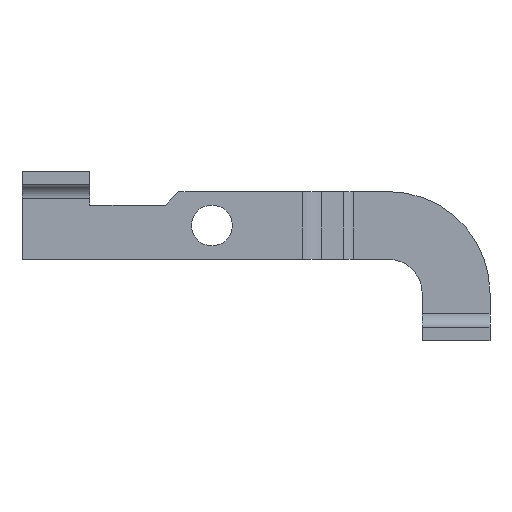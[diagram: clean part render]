
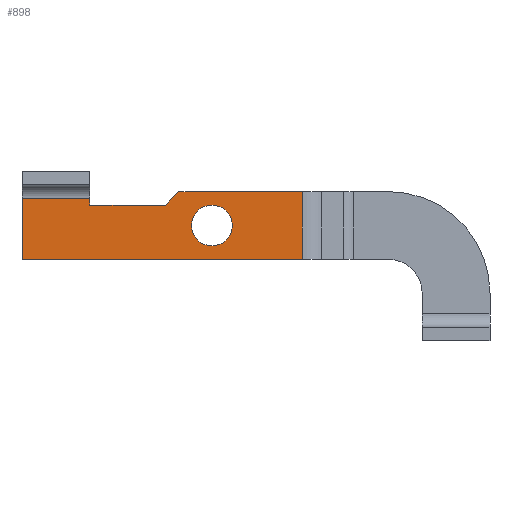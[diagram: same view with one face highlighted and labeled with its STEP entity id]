
A CAD part, left-side view. The second image highlights one B-rep face of the part: STEP entity #898.
In plain terms, the highlighted planar face has unit normal (-1, 0, 0).
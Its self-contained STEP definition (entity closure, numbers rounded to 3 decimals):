
#3 = CARTESIAN_POINT ( 'NONE',  ( -1., -4.343, -5. ) ) ;
#6 = EDGE_CURVE ( 'NONE', #1011, #418, #275, .T. ) ;
#22 = EDGE_CURVE ( 'NONE', #1037, #144, #746, .T. ) ;
#26 = DIRECTION ( 'NONE',  ( 0., 0., -1. ) ) ;
#36 = ORIENTED_EDGE ( 'NONE', *, *, #902, .T. ) ;
#62 = CIRCLE ( 'NONE', #552, 3. ) ;
#65 = LINE ( 'NONE', #1040, #117 ) ;
#68 = VERTEX_POINT ( 'NONE', #596 ) ;
#73 = DIRECTION ( 'NONE',  ( 0., 0., 1. ) ) ;
#95 = EDGE_CURVE ( 'NONE', #68, #1011, #699, .T. ) ;
#104 = CARTESIAN_POINT ( 'NONE',  ( -1., 15.856, 3. ) ) ;
#116 = VECTOR ( 'NONE', #254, 1000. ) ;
#117 = VECTOR ( 'NONE', #73, 1000. ) ;
#139 = DIRECTION ( 'NONE',  ( 0., 0., -1. ) ) ;
#144 = VERTEX_POINT ( 'NONE', #1072 ) ;
#146 = FACE_BOUND ( 'NONE', #262, .T. ) ;
#152 = CARTESIAN_POINT ( 'NONE',  ( -1., 27., 4. ) ) ;
#173 = EDGE_CURVE ( 'NONE', #959, #68, #1085, .T. ) ;
#177 = AXIS2_PLACEMENT_3D ( 'NONE', #916, #554, #218 ) ;
#218 = DIRECTION ( 'NONE',  ( 0., 0., -1. ) ) ;
#238 = VECTOR ( 'NONE', #610, 1000. ) ;
#254 = DIRECTION ( 'NONE',  ( 0., 0., 1. ) ) ;
#262 = EDGE_LOOP ( 'NONE', ( #36, #1047 ) ) ;
#266 = EDGE_CURVE ( 'NONE', #831, #1037, #476, .T. ) ;
#267 = ORIENTED_EDGE ( 'NONE', *, *, #6, .T. ) ;
#275 = LINE ( 'NONE', #1023, #238 ) ;
#340 = CARTESIAN_POINT ( 'NONE',  ( -1., 27., 3. ) ) ;
#358 = DIRECTION ( 'NONE',  ( 0., -0.707, 0.707 ) ) ;
#366 = CARTESIAN_POINT ( 'NONE',  ( -1., 15.856, 3. ) ) ;
#393 = CARTESIAN_POINT ( 'NONE',  ( -1., 9., 3. ) ) ;
#415 = EDGE_CURVE ( 'NONE', #1077, #1133, #62, .T. ) ;
#418 = VERTEX_POINT ( 'NONE', #3 ) ;
#434 = EDGE_CURVE ( 'NONE', #567, #831, #603, .T. ) ;
#441 = ORIENTED_EDGE ( 'NONE', *, *, #434, .F. ) ;
#453 = VECTOR ( 'NONE', #668, 1000. ) ;
#455 = AXIS2_PLACEMENT_3D ( 'NONE', #1017, #954, #139 ) ;
#462 = CARTESIAN_POINT ( 'NONE',  ( -1., 37., 5. ) ) ;
#476 = LINE ( 'NONE', #104, #1096 ) ;
#480 = CARTESIAN_POINT ( 'NONE',  ( -1., 27., 5. ) ) ;
#503 = FACE_OUTER_BOUND ( 'NONE', #1140, .T. ) ;
#507 = CARTESIAN_POINT ( 'NONE',  ( -1., 37., -5. ) ) ;
#509 = CARTESIAN_POINT ( 'NONE',  ( -1., 9., -3. ) ) ;
#510 = PLANE ( 'NONE',  #455 ) ;
#537 = VECTOR ( 'NONE', #964, 1000. ) ;
#552 = AXIS2_PLACEMENT_3D ( 'NONE', #711, #766, #26 ) ;
#554 = DIRECTION ( 'NONE',  ( 1., 0., 0. ) ) ;
#559 = DIRECTION ( 'NONE',  ( 0., -1., 0. ) ) ;
#567 = VERTEX_POINT ( 'NONE', #340 ) ;
#570 = ORIENTED_EDGE ( 'NONE', *, *, #266, .F. ) ;
#596 = CARTESIAN_POINT ( 'NONE',  ( -1., 37., 4. ) ) ;
#603 = LINE ( 'NONE', #697, #809 ) ;
#610 = DIRECTION ( 'NONE',  ( 0., -1., 0. ) ) ;
#637 = DIRECTION ( 'NONE',  ( 0., 1., 0. ) ) ;
#668 = DIRECTION ( 'NONE',  ( 0., 0., -1. ) ) ;
#690 = VECTOR ( 'NONE', #637, 1000. ) ;
#697 = CARTESIAN_POINT ( 'NONE',  ( -1., 27., 3. ) ) ;
#699 = LINE ( 'NONE', #462, #453 ) ;
#711 = CARTESIAN_POINT ( 'NONE',  ( -1., 9., 0. ) ) ;
#746 = LINE ( 'NONE', #990, #537 ) ;
#755 = LINE ( 'NONE', #480, #116 ) ;
#766 = DIRECTION ( 'NONE',  ( 1., 0., 0. ) ) ;
#772 = CIRCLE ( 'NONE', #177, 3. ) ;
#781 = ORIENTED_EDGE ( 'NONE', *, *, #807, .T. ) ;
#807 = EDGE_CURVE ( 'NONE', #567, #959, #755, .T. ) ;
#809 = VECTOR ( 'NONE', #559, 1000. ) ;
#831 = VERTEX_POINT ( 'NONE', #366 ) ;
#862 = EDGE_CURVE ( 'NONE', #418, #144, #65, .T. ) ;
#877 = ORIENTED_EDGE ( 'NONE', *, *, #95, .T. ) ;
#898 = ADVANCED_FACE ( 'NONE', ( #146, #503 ), #510, .F. ) ;
#902 = EDGE_CURVE ( 'NONE', #1133, #1077, #772, .T. ) ;
#916 = CARTESIAN_POINT ( 'NONE',  ( -1., 9., 0. ) ) ;
#926 = ORIENTED_EDGE ( 'NONE', *, *, #862, .T. ) ;
#945 = ORIENTED_EDGE ( 'NONE', *, *, #22, .F. ) ;
#950 = CARTESIAN_POINT ( 'NONE',  ( -1., -6., 4. ) ) ;
#954 = DIRECTION ( 'NONE',  ( 1., 0., 0. ) ) ;
#959 = VERTEX_POINT ( 'NONE', #152 ) ;
#964 = DIRECTION ( 'NONE',  ( 0., -1., 0. ) ) ;
#990 = CARTESIAN_POINT ( 'NONE',  ( -1., -6., 5. ) ) ;
#1011 = VERTEX_POINT ( 'NONE', #507 ) ;
#1017 = CARTESIAN_POINT ( 'NONE',  ( -1., -6., 5. ) ) ;
#1023 = CARTESIAN_POINT ( 'NONE',  ( -1., -6., -5. ) ) ;
#1037 = VERTEX_POINT ( 'NONE', #1055 ) ;
#1040 = CARTESIAN_POINT ( 'NONE',  ( -1., -4.343, 5. ) ) ;
#1047 = ORIENTED_EDGE ( 'NONE', *, *, #415, .T. ) ;
#1055 = CARTESIAN_POINT ( 'NONE',  ( -1., 13.856, 5. ) ) ;
#1072 = CARTESIAN_POINT ( 'NONE',  ( -1., -4.343, 5. ) ) ;
#1077 = VERTEX_POINT ( 'NONE', #393 ) ;
#1085 = LINE ( 'NONE', #950, #690 ) ;
#1094 = ORIENTED_EDGE ( 'NONE', *, *, #173, .T. ) ;
#1096 = VECTOR ( 'NONE', #358, 1000. ) ;
#1133 = VERTEX_POINT ( 'NONE', #509 ) ;
#1140 = EDGE_LOOP ( 'NONE', ( #267, #926, #945, #570, #441, #781, #1094, #877 ) ) ;
